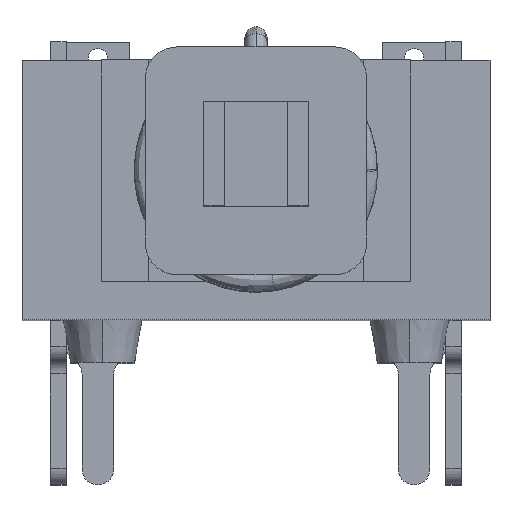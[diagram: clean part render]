
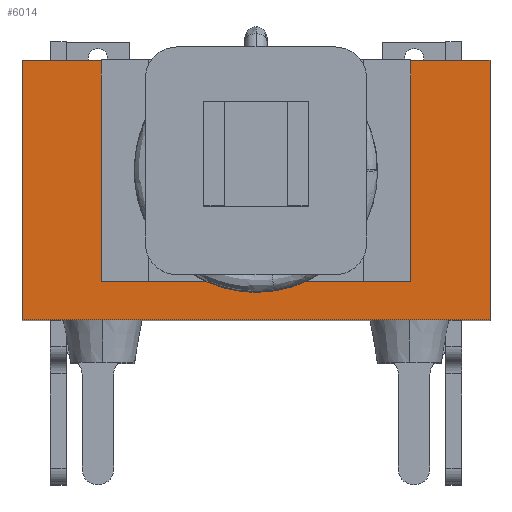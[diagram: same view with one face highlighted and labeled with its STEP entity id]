
A CAD part, top view. The second image highlights one B-rep face of the part: STEP entity #6014.
In plain terms, the highlighted planar face has unit normal (0, 0, 1).
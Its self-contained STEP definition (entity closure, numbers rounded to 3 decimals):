
#199 = CARTESIAN_POINT ( 'NONE',  ( 7.4, 3., -25.1 ) ) ;
#296 = ORIENTED_EDGE ( 'NONE', *, *, #8396, .T. ) ;
#671 = DIRECTION ( 'NONE',  ( 0., -1., 0. ) ) ;
#717 = EDGE_CURVE ( 'NONE', #1219, #2672, #7002, .T. ) ;
#720 = VECTOR ( 'NONE', #6133, 1000. ) ;
#981 = VECTOR ( 'NONE', #4088, 1000. ) ;
#1219 = VERTEX_POINT ( 'NONE', #4025 ) ;
#1264 = EDGE_CURVE ( 'NONE', #1752, #7308, #8130, .T. ) ;
#1272 = CARTESIAN_POINT ( 'NONE',  ( -7.4, -13.5, -25.1 ) ) ;
#1287 = DIRECTION ( 'NONE',  ( 1., 0., 0. ) ) ;
#1378 = VECTOR ( 'NONE', #671, 1000. ) ;
#1455 = ORIENTED_EDGE ( 'NONE', *, *, #6987, .T. ) ;
#1509 = EDGE_CURVE ( 'NONE', #1752, #2026, #3299, .T. ) ;
#1524 = AXIS2_PLACEMENT_3D ( 'NONE', #2783, #3368, #1287 ) ;
#1603 = CARTESIAN_POINT ( 'NONE',  ( 7.4, -5.2, -25.1 ) ) ;
#1752 = VERTEX_POINT ( 'NONE', #7851 ) ;
#1929 = DIRECTION ( 'NONE',  ( 1., 0., 0. ) ) ;
#2026 = VERTEX_POINT ( 'NONE', #2390 ) ;
#2059 = VECTOR ( 'NONE', #3622, 1000. ) ;
#2095 = LINE ( 'NONE', #7057, #981 ) ;
#2119 = VECTOR ( 'NONE', #6665, 1000. ) ;
#2149 = PLANE ( 'NONE',  #1524 ) ;
#2150 = ORIENTED_EDGE ( 'NONE', *, *, #1509, .T. ) ;
#2172 = CARTESIAN_POINT ( 'NONE',  ( -16.5, 3., -25.1 ) ) ;
#2390 = CARTESIAN_POINT ( 'NONE',  ( -7.4, -5.2, -25.1 ) ) ;
#2434 = VERTEX_POINT ( 'NONE', #8756 ) ;
#2672 = VERTEX_POINT ( 'NONE', #199 ) ;
#2686 = FACE_OUTER_BOUND ( 'NONE', #6251, .T. ) ;
#2783 = CARTESIAN_POINT ( 'NONE',  ( 3.4, -13.5, -25.1 ) ) ;
#3025 = ORIENTED_EDGE ( 'NONE', *, *, #5752, .T. ) ;
#3299 = LINE ( 'NONE', #1272, #720 ) ;
#3343 = CARTESIAN_POINT ( 'NONE',  ( -16.5, 3., -25.1 ) ) ;
#3368 = DIRECTION ( 'NONE',  ( 0., 0., 1. ) ) ;
#3622 = DIRECTION ( 'NONE',  ( 1., 0., 0. ) ) ;
#3780 = ORIENTED_EDGE ( 'NONE', *, *, #717, .F. ) ;
#4025 = CARTESIAN_POINT ( 'NONE',  ( 3.4, 3., -25.1 ) ) ;
#4088 = DIRECTION ( 'NONE',  ( 0., 1., 0. ) ) ;
#4193 = CARTESIAN_POINT ( 'NONE',  ( 3.4, -4.005, -25.1 ) ) ;
#4287 = ORIENTED_EDGE ( 'NONE', *, *, #7485, .T. ) ;
#4889 = CARTESIAN_POINT ( 'NONE',  ( 3.4, -13.5, -25.1 ) ) ;
#5103 = ORIENTED_EDGE ( 'NONE', *, *, #1264, .F. ) ;
#5129 = CARTESIAN_POINT ( 'NONE',  ( 3.4, -4.005, -25.1 ) ) ;
#5302 = VECTOR ( 'NONE', #1929, 1000. ) ;
#5440 = VECTOR ( 'NONE', #6974, 1000. ) ;
#5752 = EDGE_CURVE ( 'NONE', #1219, #6559, #8303, .T. ) ;
#5812 = CARTESIAN_POINT ( 'NONE',  ( -3.4, 3., -25.1 ) ) ;
#6014 = ADVANCED_FACE ( 'NONE', ( #2686 ), #2149, .T. ) ;
#6087 = ORIENTED_EDGE ( 'NONE', *, *, #7876, .T. ) ;
#6129 = DIRECTION ( 'NONE',  ( 1., 0., 0. ) ) ;
#6133 = DIRECTION ( 'NONE',  ( 0., -1., 0. ) ) ;
#6136 = VERTEX_POINT ( 'NONE', #1603 ) ;
#6251 = EDGE_LOOP ( 'NONE', ( #5103, #2150, #6087, #296, #3780, #3025, #1455, #4287 ) ) ;
#6559 = VERTEX_POINT ( 'NONE', #5129 ) ;
#6665 = DIRECTION ( 'NONE',  ( 0., 1., 0. ) ) ;
#6715 = VECTOR ( 'NONE', #6129, 1000. ) ;
#6758 = LINE ( 'NONE', #8773, #2119 ) ;
#6974 = DIRECTION ( 'NONE',  ( -1., 0., 0. ) ) ;
#6987 = EDGE_CURVE ( 'NONE', #6559, #2434, #8936, .T. ) ;
#7002 = LINE ( 'NONE', #2172, #2059 ) ;
#7057 = CARTESIAN_POINT ( 'NONE',  ( 7.4, -13.5, -25.1 ) ) ;
#7308 = VERTEX_POINT ( 'NONE', #5812 ) ;
#7485 = EDGE_CURVE ( 'NONE', #2434, #7308, #6758, .T. ) ;
#7851 = CARTESIAN_POINT ( 'NONE',  ( -7.4, 3., -25.1 ) ) ;
#7876 = EDGE_CURVE ( 'NONE', #2026, #6136, #8029, .T. ) ;
#8029 = LINE ( 'NONE', #8162, #5302 ) ;
#8130 = LINE ( 'NONE', #3343, #6715 ) ;
#8162 = CARTESIAN_POINT ( 'NONE',  ( 3.4, -5.2, -25.1 ) ) ;
#8303 = LINE ( 'NONE', #4889, #1378 ) ;
#8396 = EDGE_CURVE ( 'NONE', #6136, #2672, #2095, .T. ) ;
#8756 = CARTESIAN_POINT ( 'NONE',  ( -3.4, -4.005, -25.1 ) ) ;
#8773 = CARTESIAN_POINT ( 'NONE',  ( -3.4, -13.5, -25.1 ) ) ;
#8936 = LINE ( 'NONE', #4193, #5440 ) ;
